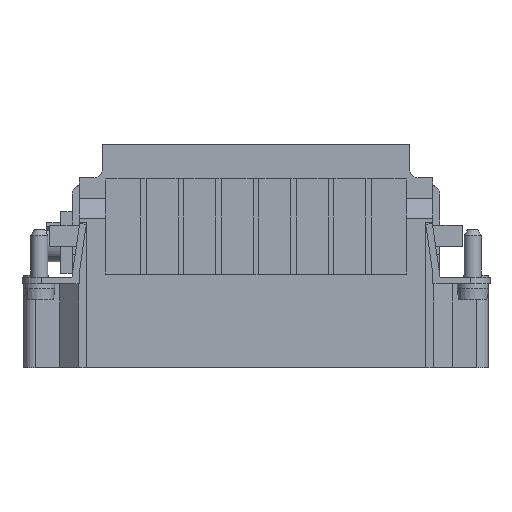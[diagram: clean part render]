
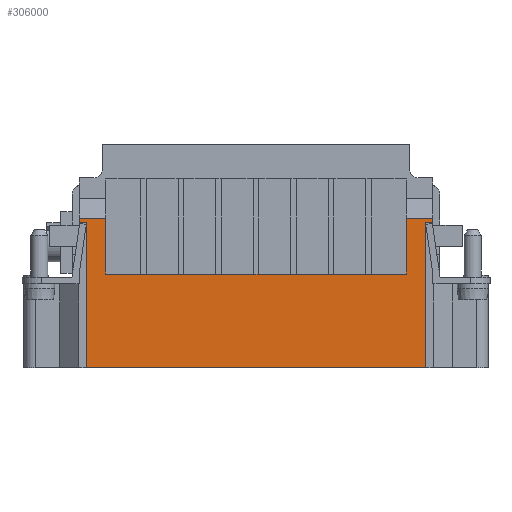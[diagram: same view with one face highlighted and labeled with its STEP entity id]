
A CAD part, front view. The second image highlights one B-rep face of the part: STEP entity #306000.
In plain terms, the highlighted face is planar.
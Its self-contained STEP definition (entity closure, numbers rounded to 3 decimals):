
#500=CARTESIAN_POINT('',(18.742,67.404,-11.25));
#510=VERTEX_POINT('',#500);
#680=CARTESIAN_POINT('',(17.442,67.404,-11.25));
#690=VERTEX_POINT('',#680);
#720=CARTESIAN_POINT('',(0.,67.404,-11.25));
#730=DIRECTION('',(-1.,0.,0.));
#740=VECTOR('',#730,1.);
#750=LINE('',#720,#740);
#760=EDGE_CURVE('',#510,#690,#750,.T.);
#3610=CARTESIAN_POINT('',(75.967,67.404,-2.));
#3620=VERTEX_POINT('',#3610);
#3650=CARTESIAN_POINT('',(0.,67.404,-2.));
#3660=DIRECTION('',(-1.,0.,0.));
#3670=VECTOR('',#3660,1.);
#3680=LINE('',#3650,#3670);
#3690=CARTESIAN_POINT('',(22.217,67.404,-2.));
#3700=VERTEX_POINT('',#3690);
#3710=EDGE_CURVE('',#3620,#3700,#3680,.T.);
#8650=CARTESIAN_POINT('',(22.217,67.404,-12.013));
#8660=DIRECTION('',(0.,0.,1.));
#8670=VECTOR('',#8660,1.);
#8680=LINE('',#8650,#8670);
#8690=CARTESIAN_POINT('',(22.217,67.404,-12.));
#8700=VERTEX_POINT('',#8690);
#8710=EDGE_CURVE('',#8700,#3700,#8680,.T.);
#30950=CARTESIAN_POINT('',(79.442,67.404,0.));
#30960=DIRECTION('',(0.,0.,1.));
#30970=VECTOR('',#30960,1.);
#30980=LINE('',#30950,#30970);
#30990=CARTESIAN_POINT('',(79.442,67.404,-11.25));
#31000=VERTEX_POINT('',#30990);
#31010=CARTESIAN_POINT('',(79.442,67.404,
-10.879));
#31020=VERTEX_POINT('',#31010);
#31030=EDGE_CURVE('',#31000,#31020,#30980,.T.);
#31250=CARTESIAN_POINT('',(79.442,67.404,14.75));
#31260=VERTEX_POINT('',#31250);
#31290=EDGE_CURVE('',#31020,#31260,#30980,.T.);
#100660=CARTESIAN_POINT('',(18.742,67.404,14.75));
#100670=VERTEX_POINT('',#100660);
#100790=CARTESIAN_POINT('',(18.742,67.404,0.));
#100800=DIRECTION('',(0.,0.,1.));
#100810=VECTOR('',#100800,1.);
#100820=LINE('',#100790,#100810);
#100830=CARTESIAN_POINT('',(18.742,67.404,-10.879
));
#100840=VERTEX_POINT('',#100830);
#100850=EDGE_CURVE('',#510,#100840,#100820,.T.);
#100870=EDGE_CURVE('',#100840,#100670,#100820,.T.);
#106310=CARTESIAN_POINT('',(0.,67.404,14.75));
#106320=DIRECTION('',(1.,0.,0.));
#106330=VECTOR('',#106320,1.);
#106340=LINE('',#106310,#106330);
#106350=EDGE_CURVE('',#100670,#31260,#106340,.T.);
#112770=CARTESIAN_POINT('',(0.,67.404,-12.));
#112780=DIRECTION('',(1.,0.,0.));
#112790=VECTOR('',#112780,1.);
#112800=LINE('',#112770,#112790);
#112810=CARTESIAN_POINT('',(17.442,67.404,-12.));
#112820=VERTEX_POINT('',#112810);
#112830=EDGE_CURVE('',#112820,#8700,#112800,.T.);
#138450=CARTESIAN_POINT('',(0.,67.404,-11.25));
#138460=DIRECTION('',(-1.,0.,0.));
#138470=VECTOR('',#138460,1.);
#138480=LINE('',#138450,#138470);
#138490=CARTESIAN_POINT('',(80.742,67.404,-11.25));
#138500=VERTEX_POINT('',#138490);
#138510=EDGE_CURVE('',#138500,#31000,#138480,.T.);
#148840=CARTESIAN_POINT('',(80.742,67.404,-12.
));
#148850=VERTEX_POINT('',#148840);
#148900=CARTESIAN_POINT('',(80.792,67.404,-12.));
#148910=DIRECTION('',(-1.,0.,0.));
#148920=VECTOR('',#148910,1.);
#148930=LINE('',#148900,#148920);
#148940=CARTESIAN_POINT('',(75.967,67.404,-12.
));
#148950=VERTEX_POINT('',#148940);
#148960=EDGE_CURVE('',#148850,#148950,#148930,.T.);
#229460=CARTESIAN_POINT('',(80.742,67.404,2.228));
#229470=DIRECTION('',(0.,0.,-1.));
#229480=VECTOR('',#229470,1.);
#229490=LINE('',#229460,#229480);
#229500=EDGE_CURVE('',#138500,#148850,#229490,.T.);
#230240=CARTESIAN_POINT('',(75.967,67.404,2.228));
#230250=DIRECTION('',(0.,0.,-1.));
#230260=VECTOR('',#230250,1.);
#230270=LINE('',#230240,#230260);
#230280=EDGE_CURVE('',#3620,#148950,#230270,.T.);
#277670=CARTESIAN_POINT('',(15.942,67.404,
15.25));
#277680=DIRECTION('',(0.,1.,0.));
#277690=DIRECTION('',(1.,0.,0.));
#277700=AXIS2_PLACEMENT_3D('',#277670,#277680,#277690);
#277710=PLANE('',#277700);
#299420=CARTESIAN_POINT('',(17.442,67.404,0.));
#299430=DIRECTION('',(0.,0.,1.));
#299440=VECTOR('',#299430,1.);
#299450=LINE('',#299420,#299440);
#299460=EDGE_CURVE('',#112820,#690,#299450,.T.);
#305840=ORIENTED_EDGE('',*,*,#106350,.T.);
#305850=ORIENTED_EDGE('',*,*,#100870,.T.);
#305860=ORIENTED_EDGE('',*,*,#100850,.T.);
#305870=ORIENTED_EDGE('',*,*,#760,.F.);
#305880=ORIENTED_EDGE('',*,*,#299460,.T.);
#305890=ORIENTED_EDGE('',*,*,#112830,.F.);
#305900=ORIENTED_EDGE('',*,*,#8710,.F.);
#305910=ORIENTED_EDGE('',*,*,#3710,.T.);
#305920=ORIENTED_EDGE('',*,*,#230280,.F.);
#305930=ORIENTED_EDGE('',*,*,#148960,.T.);
#305940=ORIENTED_EDGE('',*,*,#229500,.T.);
#305950=ORIENTED_EDGE('',*,*,#138510,.F.);
#305960=ORIENTED_EDGE('',*,*,#31030,.F.);
#305970=ORIENTED_EDGE('',*,*,#31290,.F.);
#305980=EDGE_LOOP('',(#305970,#305960,#305950,#305940,#305930,#305920,
#305910,#305900,#305890,#305880,#305870,#305860,#305850,#305840));
#305990=FACE_OUTER_BOUND('',#305980,.T.);
#306000=ADVANCED_FACE('',(#305990),#277710,.T.);
